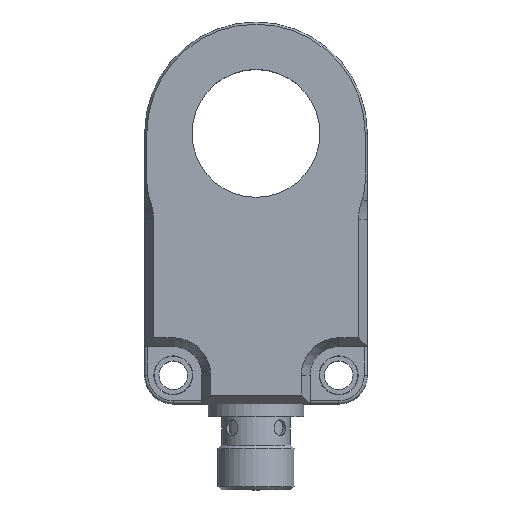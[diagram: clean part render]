
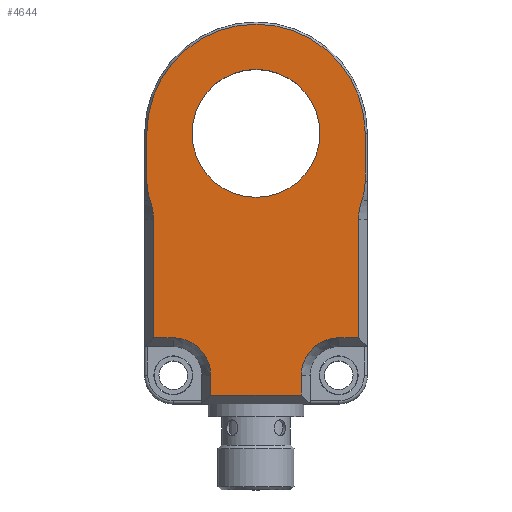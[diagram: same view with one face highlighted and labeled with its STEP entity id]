
A CAD part, top view. The second image highlights one B-rep face of the part: STEP entity #4644.
In plain terms, the highlighted planar face has unit normal (0, 0, 1).
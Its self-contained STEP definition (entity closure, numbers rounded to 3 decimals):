
#43=ELLIPSE('',#4983,11.807,10.225);
#44=ELLIPSE('',#4984,11.807,10.225);
#45=ELLIPSE('',#4986,11.807,10.225);
#46=ELLIPSE('',#4987,11.807,10.225);
#211=FACE_BOUND('',#546,.T.);
#277=FACE_OUTER_BOUND('',#545,.T.);
#545=EDGE_LOOP('',(#3056,#3057,#3058,#3059,#3060,#3061,#3062,#3063,#3064,
#3065,#3066,#3067,#3068,#3069,#3070,#3071));
#546=EDGE_LOOP('',(#3072));
#842=CIRCLE('',#4979,5.886);
#843=CIRCLE('',#4985,17.154);
#844=CIRCLE('',#4988,5.886);
#845=CIRCLE('',#4989,10.05);
#1106=LINE('',#7093,#1464);
#1112=LINE('',#7108,#1470);
#1113=LINE('',#7111,#1471);
#1116=LINE('',#7117,#1474);
#1117=LINE('',#7123,#1475);
#1118=LINE('',#7127,#1476);
#1119=LINE('',#7133,#1477);
#1120=LINE('',#7135,#1478);
#1121=LINE('',#7138,#1479);
#1464=VECTOR('',#5642,10.);
#1470=VECTOR('',#5656,10.);
#1471=VECTOR('',#5659,10.);
#1474=VECTOR('',#5664,10.);
#1475=VECTOR('',#5669,10.);
#1476=VECTOR('',#5672,10.);
#1477=VECTOR('',#5677,10.);
#1478=VECTOR('',#5678,10.);
#1479=VECTOR('',#5681,10.);
#1845=VERTEX_POINT('',#7090);
#1846=VERTEX_POINT('',#7092);
#1848=VERTEX_POINT('',#7098);
#1850=VERTEX_POINT('',#7104);
#1852=VERTEX_POINT('',#7110);
#1854=VERTEX_POINT('',#7116);
#1855=VERTEX_POINT('',#7118);
#1856=VERTEX_POINT('',#7120);
#1857=VERTEX_POINT('',#7122);
#1858=VERTEX_POINT('',#7124);
#1859=VERTEX_POINT('',#7126);
#1860=VERTEX_POINT('',#7128);
#1861=VERTEX_POINT('',#7130);
#1862=VERTEX_POINT('',#7132);
#1863=VERTEX_POINT('',#7134);
#1864=VERTEX_POINT('',#7136);
#1865=VERTEX_POINT('',#7139);
#2314=EDGE_CURVE('',#1845,#1846,#1106,.T.);
#2319=EDGE_CURVE('',#1846,#1848,#842,.T.);
#2322=EDGE_CURVE('',#1848,#1850,#1112,.T.);
#2323=EDGE_CURVE('',#1850,#1852,#1113,.T.);
#2326=EDGE_CURVE('',#1845,#1854,#1116,.T.);
#2327=EDGE_CURVE('',#1854,#1855,#43,.T.);
#2328=EDGE_CURVE('',#1856,#1855,#44,.T.);
#2329=EDGE_CURVE('',#1857,#1856,#1117,.T.);
#2330=EDGE_CURVE('',#1858,#1857,#843,.T.);
#2331=EDGE_CURVE('',#1859,#1858,#1118,.T.);
#2332=EDGE_CURVE('',#1860,#1859,#45,.T.);
#2333=EDGE_CURVE('',#1860,#1861,#46,.T.);
#2334=EDGE_CURVE('',#1861,#1862,#1119,.T.);
#2335=EDGE_CURVE('',#1863,#1862,#1120,.T.);
#2336=EDGE_CURVE('',#1864,#1863,#844,.T.);
#2337=EDGE_CURVE('',#1852,#1864,#1121,.T.);
#2338=EDGE_CURVE('',#1865,#1865,#845,.T.);
#3056=ORIENTED_EDGE('',*,*,#2322,.F.);
#3057=ORIENTED_EDGE('',*,*,#2319,.F.);
#3058=ORIENTED_EDGE('',*,*,#2314,.F.);
#3059=ORIENTED_EDGE('',*,*,#2326,.T.);
#3060=ORIENTED_EDGE('',*,*,#2327,.T.);
#3061=ORIENTED_EDGE('',*,*,#2328,.F.);
#3062=ORIENTED_EDGE('',*,*,#2329,.F.);
#3063=ORIENTED_EDGE('',*,*,#2330,.F.);
#3064=ORIENTED_EDGE('',*,*,#2331,.F.);
#3065=ORIENTED_EDGE('',*,*,#2332,.F.);
#3066=ORIENTED_EDGE('',*,*,#2333,.T.);
#3067=ORIENTED_EDGE('',*,*,#2334,.T.);
#3068=ORIENTED_EDGE('',*,*,#2335,.F.);
#3069=ORIENTED_EDGE('',*,*,#2336,.F.);
#3070=ORIENTED_EDGE('',*,*,#2337,.F.);
#3071=ORIENTED_EDGE('',*,*,#2323,.F.);
#3072=ORIENTED_EDGE('',*,*,#2338,.T.);
#4232=PLANE('',#4982);
#4644=ADVANCED_FACE('',(#277,#211),#4232,.T.);
#4979=AXIS2_PLACEMENT_3D('',#7102,#5650,#5651);
#4982=AXIS2_PLACEMENT_3D('',#7115,#5662,#5663);
#4983=AXIS2_PLACEMENT_3D('',#7119,#5665,#5666);
#4984=AXIS2_PLACEMENT_3D('',#7121,#5667,#5668);
#4985=AXIS2_PLACEMENT_3D('',#7125,#5670,#5671);
#4986=AXIS2_PLACEMENT_3D('',#7129,#5673,#5674);
#4987=AXIS2_PLACEMENT_3D('',#7131,#5675,#5676);
#4988=AXIS2_PLACEMENT_3D('',#7137,#5679,#5680);
#4989=AXIS2_PLACEMENT_3D('',#7140,#5682,#5683);
#5642=DIRECTION('',(-1.,0.,0.));
#5650=DIRECTION('center_axis',(0.,0.,1.));
#5651=DIRECTION('ref_axis',(-0.707,0.707,0.));
#5656=DIRECTION('',(0.,-1.,0.));
#5659=DIRECTION('',(-1.,0.,0.));
#5662=DIRECTION('center_axis',(0.,0.,1.));
#5663=DIRECTION('ref_axis',(1.,0.,0.));
#5664=DIRECTION('',(0.,1.,0.));
#5665=DIRECTION('center_axis',(0.,0.,-1.));
#5666=DIRECTION('ref_axis',(-1.,0.,0.));
#5667=DIRECTION('center_axis',(0.,0.,
-1.));
#5668=DIRECTION('ref_axis',(1.,0.,0.));
#5669=DIRECTION('',(0.,-1.,0.));
#5670=DIRECTION('center_axis',(0.,0.,-1.));
#5671=DIRECTION('ref_axis',(1.,0.,0.));
#5672=DIRECTION('',(0.,1.,0.));
#5673=DIRECTION('center_axis',(0.,0.,
-1.));
#5674=DIRECTION('ref_axis',(-1.,0.,0.));
#5675=DIRECTION('center_axis',(0.,0.,-1.));
#5676=DIRECTION('ref_axis',(1.,0.,0.));
#5677=DIRECTION('',(0.,-1.,0.));
#5678=DIRECTION('',(-1.,0.,0.));
#5679=DIRECTION('center_axis',(0.,0.,1.));
#5680=DIRECTION('ref_axis',(0.707,0.707,0.));
#5681=DIRECTION('',(0.,1.,0.));
#5682=DIRECTION('center_axis',(0.,0.,-1.));
#5683=DIRECTION('ref_axis',(-1.,0.,0.));
#7090=CARTESIAN_POINT('',(16.114,10.386,20.));
#7092=CARTESIAN_POINT('',(13.,10.386,20.));
#7093=CARTESIAN_POINT('',(4.25,10.386,20.));
#7098=CARTESIAN_POINT('',(7.114,4.5,20.));
#7102=CARTESIAN_POINT('Origin',(13.,4.5,20.));
#7104=CARTESIAN_POINT('',(7.114,1.386,20.));
#7108=CARTESIAN_POINT('',(7.114,15.,20.));
#7110=CARTESIAN_POINT('',(-7.114,1.386,20.));
#7111=CARTESIAN_POINT('',(-8.75,1.386,20.));
#7115=CARTESIAN_POINT('Origin',(0.,30.,20.));
#7116=CARTESIAN_POINT('',(16.114,29.,20.));
#7117=CARTESIAN_POINT('',(16.114,19.5,20.));
#7118=CARTESIAN_POINT('',(16.634,32.,20.));
#7119=CARTESIAN_POINT('Origin',(27.921,29.,20.));
#7120=CARTESIAN_POINT('',(17.154,35.,20.));
#7121=CARTESIAN_POINT('Origin',(5.347,35.,20.));
#7122=CARTESIAN_POINT('',(17.154,42.5,20.));
#7123=CARTESIAN_POINT('',(17.154,15.,20.));
#7124=CARTESIAN_POINT('',(-17.154,42.5,20.));
#7125=CARTESIAN_POINT('Origin',(0.,42.5,20.));
#7126=CARTESIAN_POINT('',(-17.154,35.,20.));
#7127=CARTESIAN_POINT('',(-17.154,36.25,20.));
#7128=CARTESIAN_POINT('',(-16.634,32.,20.));
#7129=CARTESIAN_POINT('Origin',(-5.347,35.,20.));
#7130=CARTESIAN_POINT('',(-16.114,29.,20.));
#7131=CARTESIAN_POINT('Origin',(-27.921,29.,20.));
#7132=CARTESIAN_POINT('',(-16.114,10.386,20.));
#7133=CARTESIAN_POINT('',(-16.114,19.5,20.));
#7134=CARTESIAN_POINT('',(-13.,10.386,20.));
#7135=CARTESIAN_POINT('',(-8.75,10.386,20.));
#7136=CARTESIAN_POINT('',(-7.114,4.5,20.));
#7137=CARTESIAN_POINT('Origin',(-13.,4.5,20.));
#7138=CARTESIAN_POINT('',(-7.114,19.5,20.));
#7139=CARTESIAN_POINT('',(10.05,42.5,20.));
#7140=CARTESIAN_POINT('Origin',(0.,42.5,20.));
